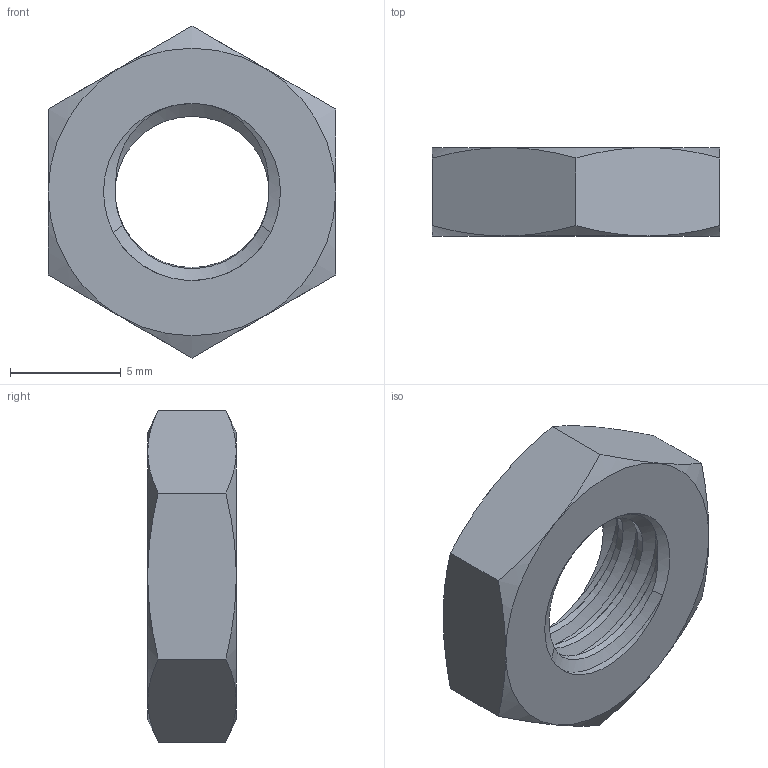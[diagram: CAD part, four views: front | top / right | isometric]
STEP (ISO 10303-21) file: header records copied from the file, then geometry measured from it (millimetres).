
FILE_DESCRIPTION(/* description */ ('M8, Hex Nut'),/* implementation_level */ '2;1');
FILE_NAME(/* name */ '90695A040.ipt.step',/* time_stamp */ '2013-11-18T15:49:25-06:00',/* author */ ('ERF'),/* organization */ (''),/* preprocessor_version */ 'ST-DEVELOPER v15.2',/* originating_system */ 'Autodesk Inventor 2014',/* authorisation */ 'LA FASTENER QUOTE');
FILE_SCHEMA (('AUTOMOTIVE_DESIGN { 1 0 10303 214 3 1 1 }'));
Length unit declared in the file: millimetre
Products named in the file (1): 90695A040
Bounding box: 13 x 4 x 15.01 mm (x, y, z)
Volume: 405.2 mm3; surface area: 504.6 mm2
Topology: 1 solids, 1 shells, 41 faces, 95 edges, 56 vertices
Faces by surface type: cone 24, cylinder 9, plane 8
Full cylindrical faces by diameter (mm): 6.964 x2, 8 x3
Entity records: 1373 total; most frequent: CARTESIAN_POINT 561, ORIENTED_EDGE 172, DIRECTION 148, EDGE_CURVE 86, AXIS2_PLACEMENT_3D 71, VERTEX_POINT 56, EDGE_LOOP 52, FACE_OUTER_BOUND 41
